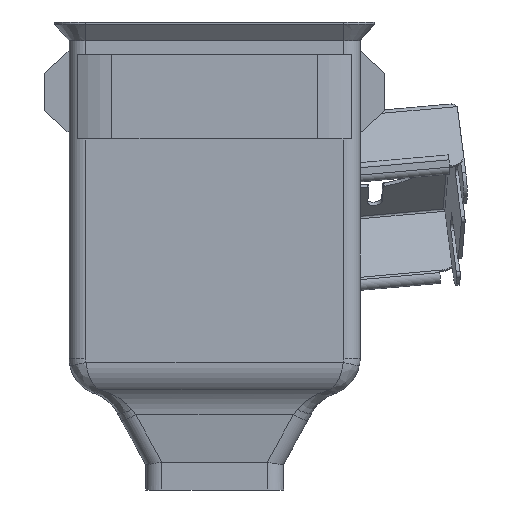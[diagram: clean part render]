
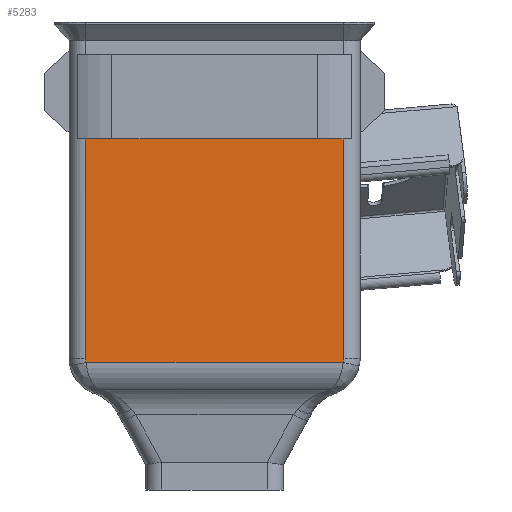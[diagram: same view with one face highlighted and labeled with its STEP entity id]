
A CAD part, left-side view. The second image highlights one B-rep face of the part: STEP entity #5283.
In plain terms, the highlighted face is planar.
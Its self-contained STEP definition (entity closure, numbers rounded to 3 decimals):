
#1208=DIRECTION('',(0.,1.,0.));
#1209=VECTOR('',#1208,55.2);
#1210=CARTESIAN_POINT('',(21.,-27.6,18.6));
#1211=LINE('',#1210,#1209);
#1212=DIRECTION('',(1.,0.,0.));
#1213=VECTOR('',#1212,46.824);
#1214=CARTESIAN_POINT('',(21.,27.6,18.6));
#1215=LINE('',#1214,#1213);
#1216=CARTESIAN_POINT('',(67.824,23.1,18.6));
#1217=DIRECTION('',(0.,0.,-1.));
#1218=DIRECTION('',(0.,1.,0.));
#1219=AXIS2_PLACEMENT_3D('',#1216,#1217,#1218);
#1221=DIRECTION('',(0.,1.,0.));
#1222=VECTOR('',#1221,55.007);
#1223=CARTESIAN_POINT('',(68.75,-27.504,18.6));
#1224=LINE('',#1223,#1222);
#1225=CARTESIAN_POINT('',(67.824,-23.1,18.6));
#1226=DIRECTION('',(0.,0.,1.));
#1227=DIRECTION('',(0.,-1.,0.));
#1228=AXIS2_PLACEMENT_3D('',#1225,#1226,#1227);
#1230=DIRECTION('',(1.,0.,0.));
#1231=VECTOR('',#1230,46.824);
#1232=CARTESIAN_POINT('',(21.,-27.6,18.6));
#1233=LINE('',#1232,#1231);
#2103=CARTESIAN_POINT('',(68.75,27.504,18.6));
#2116=CARTESIAN_POINT('',(68.75,-27.504,18.6));
#2971=VERTEX_POINT('',#2103);
#2974=CARTESIAN_POINT('',(67.824,27.6,18.6));
#2975=VERTEX_POINT('',#2974);
#3030=VERTEX_POINT('',#2116);
#3032=CARTESIAN_POINT('',(67.824,-27.6,18.6));
#3033=VERTEX_POINT('',#3032);
#3400=CARTESIAN_POINT('',(21.,-27.6,18.6));
#3401=VERTEX_POINT('',#3400);
#3402=CARTESIAN_POINT('',(21.,27.6,18.6));
#3403=VERTEX_POINT('',#3402);
#5267=CARTESIAN_POINT('',(36.,0.,18.6));
#5268=DIRECTION('',(0.,0.,1.));
#5269=DIRECTION('',(0.,1.,0.));
#5270=AXIS2_PLACEMENT_3D('',#5267,#5268,#5269);
#5271=PLANE('',#5270);
#5272=ORIENTED_EDGE('',*,*,#5144,.T.);
#5273=ORIENTED_EDGE('',*,*,#5109,.T.);
#5275=ORIENTED_EDGE('',*,*,#5274,.T.);
#5277=ORIENTED_EDGE('',*,*,#5276,.F.);
#5279=ORIENTED_EDGE('',*,*,#5278,.F.);
#5280=ORIENTED_EDGE('',*,*,#5177,.F.);
#5281=EDGE_LOOP('',(#5272,#5273,#5275,#5277,#5279,#5280));
#5282=FACE_OUTER_BOUND('',#5281,.F.);
#1220=CIRCLE('',#1219,4.5);
#1229=CIRCLE('',#1228,4.5);
#5109=EDGE_CURVE('',#3403,#2975,#1215,.T.);
#5144=EDGE_CURVE('',#3401,#3403,#1211,.T.);
#5177=EDGE_CURVE('',#3401,#3033,#1233,.T.);
#5274=EDGE_CURVE('',#2975,#2971,#1220,.T.);
#5276=EDGE_CURVE('',#3030,#2971,#1224,.T.);
#5278=EDGE_CURVE('',#3033,#3030,#1229,.T.);
#5283=ADVANCED_FACE('',(#5282),#5271,.T.);
